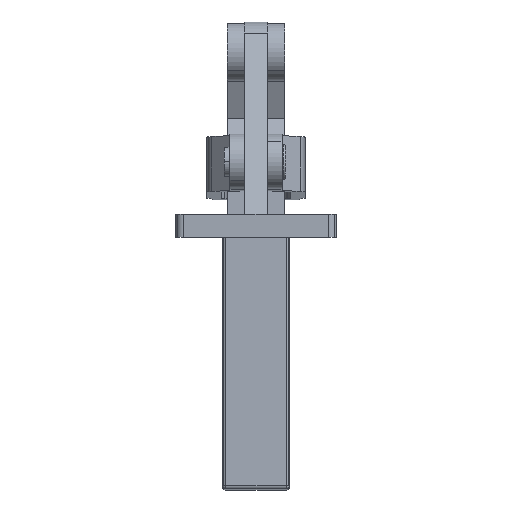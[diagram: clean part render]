
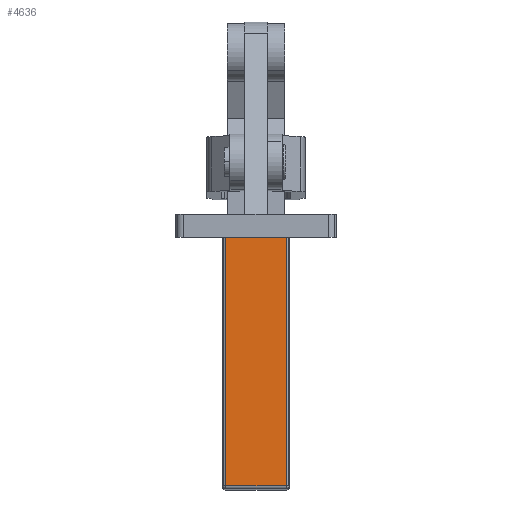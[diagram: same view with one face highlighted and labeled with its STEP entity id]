
A CAD part, front view. The second image highlights one B-rep face of the part: STEP entity #4636.
In plain terms, the highlighted planar face has unit normal (0, -1, 0.018).
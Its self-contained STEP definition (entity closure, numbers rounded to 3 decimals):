
#3648=CARTESIAN_POINT('',(-19.154,111.348,-86.027));
#3649=VERTEX_POINT('',#3648);
#3657=CARTESIAN_POINT('',(-19.154,112.95,1.958));
#3658=VERTEX_POINT('',#3657);
#3659=CARTESIAN_POINT('',(-19.154,111.348,-86.027));
#3660=DIRECTION('',(0.,0.018,1.));
#3661=VECTOR('',#3660,88.0);
#3662=LINE('',#3659,#3661);
#3663=EDGE_CURVE('',#3649,#3658,#3662,.T.);
#4195=CARTESIAN_POINT('',(1.846,111.348,-86.027));
#4196=VERTEX_POINT('',#4195);
#4288=CARTESIAN_POINT('',(1.846,112.95,1.958));
#4289=VERTEX_POINT('',#4288);
#4409=CARTESIAN_POINT('',(1.846,112.95,1.958));
#4410=DIRECTION('',(0.,-0.018,-1.));
#4411=VECTOR('',#4410,88.0);
#4412=LINE('',#4409,#4411);
#4413=EDGE_CURVE('',#4289,#4196,#4412,.T.);
#4426=CARTESIAN_POINT('',(-19.154,112.95,1.958));
#4427=DIRECTION('',(1.0,0.0,0.0));
#4428=VECTOR('',#4427,21.);
#4429=LINE('',#4426,#4428);
#4430=EDGE_CURVE('',#3658,#4289,#4429,.T.);
#4511=CARTESIAN_POINT('',(1.846,111.348,-86.027));
#4512=DIRECTION('',(-1.0,0.0,0.0));
#4513=VECTOR('',#4512,21.);
#4514=LINE('',#4511,#4513);
#4515=EDGE_CURVE('',#4196,#3649,#4514,.T.);
#4625=CARTESIAN_POINT('',(2.846,111.33,-87.027));
#4626=DIRECTION('',(0.,-1.,0.018));
#4627=DIRECTION('',(0.,-0.018,-1.));
#4628=AXIS2_PLACEMENT_3D('',#4625,#4626,#4627);
#4629=PLANE('',#4628);
#4630=ORIENTED_EDGE('',*,*,#4413,.F.);
#4631=ORIENTED_EDGE('',*,*,#4430,.F.);
#4632=ORIENTED_EDGE('',*,*,#3663,.F.);
#4633=ORIENTED_EDGE('',*,*,#4515,.F.);
#4634=EDGE_LOOP('',(#4630,#4631,#4632,#4633));
#4635=FACE_OUTER_BOUND('',#4634,.T.);
#4636=ADVANCED_FACE('',(#4635),#4629,.T.);
